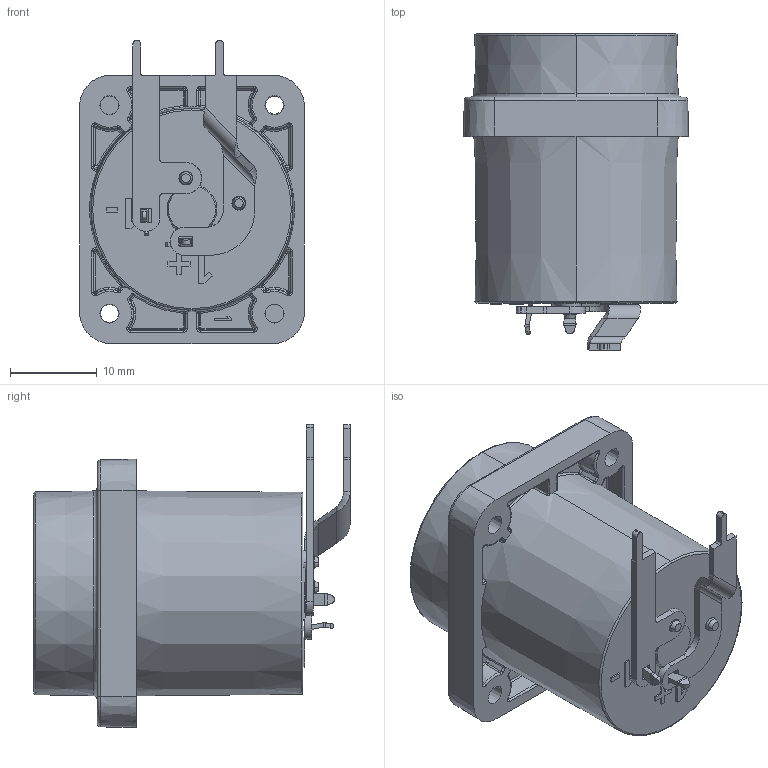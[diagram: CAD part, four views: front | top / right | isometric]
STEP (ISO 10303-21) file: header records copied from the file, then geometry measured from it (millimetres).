
FILE_DESCRIPTION((''),'2;1');
FILE_NAME('30009157','2021-09-23T09:41:26',('SYSTEM'),(''),'CREO PARAMETRIC BY PTC INC, 2019352','CREO PARAMETRIC BY PTC INC, 2019352','');
FILE_SCHEMA(('CONFIG_CONTROL_DESIGN'));
Length unit declared in the file: millimetre
Products named in the file (1): 30009157
Bounding box: 25.9 x 36.44 x 34.9 mm (x, y, z)
Volume: 13747.5 mm3; surface area: 5610.4 mm2
Topology: 1 solids, 1 shells, 995 faces, 2512 edges, 1563 vertices
Faces by surface type: plane 382, cylinder 164, bspline 156, extrusion 131, cone 68, torus 57, sphere 37
Entity records: 42139 total; most frequent: CARTESIAN_POINT 19832, ORIENTED_EDGE 5024, DIRECTION 3931, EDGE_CURVE 2512, VERTEX_POINT 1563, AXIS2_PLACEMENT_3D 1314, VECTOR 1303, LINE 1172
